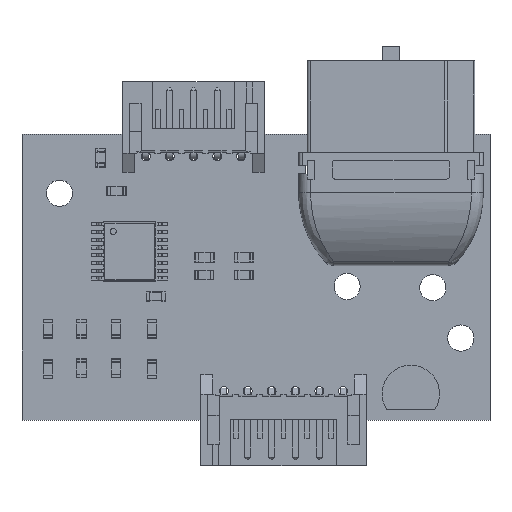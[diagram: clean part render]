
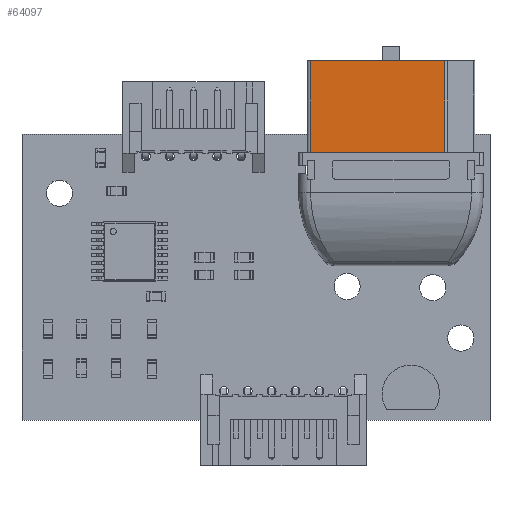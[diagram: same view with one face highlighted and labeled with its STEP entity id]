
A CAD part, top view. The second image highlights one B-rep face of the part: STEP entity #64097.
In plain terms, the highlighted face is planar.
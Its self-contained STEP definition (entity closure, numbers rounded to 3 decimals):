
#59366 = PLANE('',#59367);
#59367 = AXIS2_PLACEMENT_3D('',#59368,#59369,#59370);
#59368 = CARTESIAN_POINT('',(0.,0.,0.));
#59369 = DIRECTION('',(-0.,0.,1.));
#59370 = DIRECTION('',(1.,0.,0.));
#60187 = PLANE('',#60188);
#60188 = AXIS2_PLACEMENT_3D('',#60189,#60190,#60191);
#60189 = CARTESIAN_POINT('',(0.,0.,7.7));
#60190 = DIRECTION('',(0.,0.,-1.));
#60191 = DIRECTION('',(-1.,0.,-0.));
#62969 = VERTEX_POINT('',#62970);
#62970 = CARTESIAN_POINT('',(-4.507,-3.35,0.));
#62989 = CYLINDRICAL_SURFACE('',#62990,0.3);
#62990 = AXIS2_PLACEMENT_3D('',#62991,#62992,#62993);
#62991 = CARTESIAN_POINT('',(-4.507,-3.05,7.7));
#62992 = DIRECTION('',(0.,0.,-1.));
#62993 = DIRECTION('',(-1.,0.,0.));
#63001 = EDGE_CURVE('',#63002,#62969,#63004,.T.);
#63002 = VERTEX_POINT('',#63003);
#63003 = CARTESIAN_POINT('',(6.75,-3.35,-0.));
#63004 = SURFACE_CURVE('',#63005,(#63009,#63016),.PCURVE_S1.);
#63005 = LINE('',#63006,#63007);
#63006 = CARTESIAN_POINT('',(0.,-3.35,-0.));
#63007 = VECTOR('',#63008,1.);
#63008 = DIRECTION('',(-1.,0.,0.));
#63009 = PCURVE('',#59366,#63010);
#63010 = DEFINITIONAL_REPRESENTATION('',(#63011),#63015);
#63011 = LINE('',#63012,#63013);
#63012 = CARTESIAN_POINT('',(0.,-3.35));
#63013 = VECTOR('',#63014,1.);
#63014 = DIRECTION('',(-1.,0.));
#63015 = ( GEOMETRIC_REPRESENTATION_CONTEXT(2) 
PARAMETRIC_REPRESENTATION_CONTEXT() REPRESENTATION_CONTEXT('2D SPACE',''
  ) );
#63016 = PCURVE('',#63017,#63022);
#63017 = PLANE('',#63018);
#63018 = AXIS2_PLACEMENT_3D('',#63019,#63020,#63021);
#63019 = CARTESIAN_POINT('',(0.,-3.35,7.7));
#63020 = DIRECTION('',(0.,-1.,0.));
#63021 = DIRECTION('',(1.,0.,0.));
#63022 = DEFINITIONAL_REPRESENTATION('',(#63023),#63027);
#63023 = LINE('',#63024,#63025);
#63024 = CARTESIAN_POINT('',(0.,-7.7));
#63025 = VECTOR('',#63026,1.);
#63026 = DIRECTION('',(-1.,0.));
#63027 = ( GEOMETRIC_REPRESENTATION_CONTEXT(2) 
PARAMETRIC_REPRESENTATION_CONTEXT() REPRESENTATION_CONTEXT('2D SPACE',''
  ) );
#63050 = CYLINDRICAL_SURFACE('',#63051,0.3);
#63051 = AXIS2_PLACEMENT_3D('',#63052,#63053,#63054);
#63052 = CARTESIAN_POINT('',(6.75,-3.05,7.7));
#63053 = DIRECTION('',(0.,0.,-1.));
#63054 = DIRECTION('',(-1.,0.,0.));
#64097 = ADVANCED_FACE('',(#64098),#63017,.T.);
#64098 = FACE_BOUND('',#64099,.T.);
#64099 = EDGE_LOOP('',(#64100,#64125,#64146,#64147));
#64100 = ORIENTED_EDGE('',*,*,#64101,.T.);
#64101 = EDGE_CURVE('',#64102,#64104,#64106,.T.);
#64102 = VERTEX_POINT('',#64103);
#64103 = CARTESIAN_POINT('',(6.75,-3.35,7.7));
#64104 = VERTEX_POINT('',#64105);
#64105 = CARTESIAN_POINT('',(-4.507,-3.35,7.7));
#64106 = SURFACE_CURVE('',#64107,(#64111,#64118),.PCURVE_S1.);
#64107 = LINE('',#64108,#64109);
#64108 = CARTESIAN_POINT('',(0.,-3.35,7.7));
#64109 = VECTOR('',#64110,1.);
#64110 = DIRECTION('',(-1.,0.,0.));
#64111 = PCURVE('',#63017,#64112);
#64112 = DEFINITIONAL_REPRESENTATION('',(#64113),#64117);
#64113 = LINE('',#64114,#64115);
#64114 = CARTESIAN_POINT('',(0.,0.));
#64115 = VECTOR('',#64116,1.);
#64116 = DIRECTION('',(-1.,0.));
#64117 = ( GEOMETRIC_REPRESENTATION_CONTEXT(2) 
PARAMETRIC_REPRESENTATION_CONTEXT() REPRESENTATION_CONTEXT('2D SPACE',''
  ) );
#64118 = PCURVE('',#60187,#64119);
#64119 = DEFINITIONAL_REPRESENTATION('',(#64120),#64124);
#64120 = LINE('',#64121,#64122);
#64121 = CARTESIAN_POINT('',(0.,-3.35));
#64122 = VECTOR('',#64123,1.);
#64123 = DIRECTION('',(1.,0.));
#64124 = ( GEOMETRIC_REPRESENTATION_CONTEXT(2) 
PARAMETRIC_REPRESENTATION_CONTEXT() REPRESENTATION_CONTEXT('2D SPACE',''
  ) );
#64125 = ORIENTED_EDGE('',*,*,#64126,.T.);
#64126 = EDGE_CURVE('',#64104,#62969,#64127,.T.);
#64127 = SURFACE_CURVE('',#64128,(#64132,#64139),.PCURVE_S1.);
#64128 = LINE('',#64129,#64130);
#64129 = CARTESIAN_POINT('',(-4.507,-3.35,7.7));
#64130 = VECTOR('',#64131,1.);
#64131 = DIRECTION('',(0.,0.,-1.));
#64132 = PCURVE('',#63017,#64133);
#64133 = DEFINITIONAL_REPRESENTATION('',(#64134),#64138);
#64134 = LINE('',#64135,#64136);
#64135 = CARTESIAN_POINT('',(-4.507,0.));
#64136 = VECTOR('',#64137,1.);
#64137 = DIRECTION('',(0.,-1.));
#64138 = ( GEOMETRIC_REPRESENTATION_CONTEXT(2) 
PARAMETRIC_REPRESENTATION_CONTEXT() REPRESENTATION_CONTEXT('2D SPACE',''
  ) );
#64139 = PCURVE('',#62989,#64140);
#64140 = DEFINITIONAL_REPRESENTATION('',(#64141),#64145);
#64141 = LINE('',#64142,#64143);
#64142 = CARTESIAN_POINT('',(4.712,0.));
#64143 = VECTOR('',#64144,1.);
#64144 = DIRECTION('',(0.,1.));
#64145 = ( GEOMETRIC_REPRESENTATION_CONTEXT(2) 
PARAMETRIC_REPRESENTATION_CONTEXT() REPRESENTATION_CONTEXT('2D SPACE',''
  ) );
#64146 = ORIENTED_EDGE('',*,*,#63001,.F.);
#64147 = ORIENTED_EDGE('',*,*,#64148,.T.);
#64148 = EDGE_CURVE('',#63002,#64102,#64149,.T.);
#64149 = SURFACE_CURVE('',#64150,(#64154,#64161),.PCURVE_S1.);
#64150 = LINE('',#64151,#64152);
#64151 = CARTESIAN_POINT('',(6.75,-3.35,7.7));
#64152 = VECTOR('',#64153,1.);
#64153 = DIRECTION('',(-0.,-0.,1.));
#64154 = PCURVE('',#63017,#64155);
#64155 = DEFINITIONAL_REPRESENTATION('',(#64156),#64160);
#64156 = LINE('',#64157,#64158);
#64157 = CARTESIAN_POINT('',(6.75,0.));
#64158 = VECTOR('',#64159,1.);
#64159 = DIRECTION('',(0.,1.));
#64160 = ( GEOMETRIC_REPRESENTATION_CONTEXT(2) 
PARAMETRIC_REPRESENTATION_CONTEXT() REPRESENTATION_CONTEXT('2D SPACE',''
  ) );
#64161 = PCURVE('',#63050,#64162);
#64162 = DEFINITIONAL_REPRESENTATION('',(#64163),#64167);
#64163 = LINE('',#64164,#64165);
#64164 = CARTESIAN_POINT('',(4.712,0.));
#64165 = VECTOR('',#64166,1.);
#64166 = DIRECTION('',(0.,-1.));
#64167 = ( GEOMETRIC_REPRESENTATION_CONTEXT(2) 
PARAMETRIC_REPRESENTATION_CONTEXT() REPRESENTATION_CONTEXT('2D SPACE',''
  ) );
